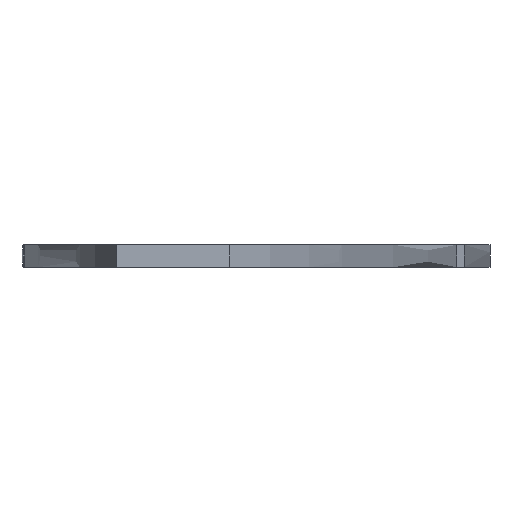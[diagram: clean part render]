
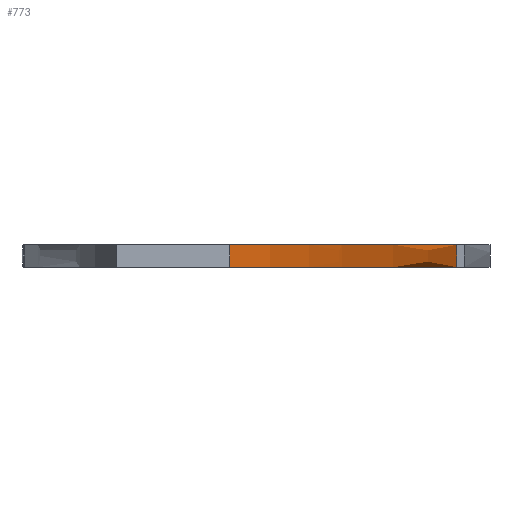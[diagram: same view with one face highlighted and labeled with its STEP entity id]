
A CAD part, left-side view. The second image highlights one B-rep face of the part: STEP entity #773.
In plain terms, the highlighted face is a extrusion surface.
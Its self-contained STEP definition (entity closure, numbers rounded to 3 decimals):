
#683=CARTESIAN_POINT('Vertex',(99.069,-48.783,3.)) ;
#686=CARTESIAN_POINT('Line Origine',(99.069,-48.783,1.5)) ;
#690=CARTESIAN_POINT('Vertex',(99.069,-48.783,0.)) ;
#706=CARTESIAN_POINT('Control Point',(7.472,-18.676,0.)) ;
#707=CARTESIAN_POINT('Control Point',(8.514,-19.616,0.)) ;
#708=CARTESIAN_POINT('Control Point',(9.6,-20.502,0.)) ;
#709=CARTESIAN_POINT('Control Point',(10.718,-21.345,0.)) ;
#710=CARTESIAN_POINT('Control Point',(15.678,-24.839,0.)) ;
#711=CARTESIAN_POINT('Control Point',(21.038,-27.729,0.)) ;
#712=CARTESIAN_POINT('Control Point',(25.149,-29.704,0.)) ;
#713=CARTESIAN_POINT('Control Point',(37.514,-35.001,0.)) ;
#714=CARTESIAN_POINT('Control Point',(50.363,-39.048,0.)) ;
#715=CARTESIAN_POINT('Control Point',(58.765,-41.316,0.)) ;
#716=CARTESIAN_POINT('Control Point',(71.904,-44.339,0.)) ;
#717=CARTESIAN_POINT('Control Point',(85.171,-46.717,0.)) ;
#718=CARTESIAN_POINT('Control Point',(89.796,-47.472,0.)) ;
#719=CARTESIAN_POINT('Control Point',(94.429,-48.159,0.)) ;
#720=CARTESIAN_POINT('Control Point',(99.069,-48.783,0.)) ;
#725=CARTESIAN_POINT('Control Point',(7.472,-18.676,3.)) ;
#726=CARTESIAN_POINT('Control Point',(8.514,-19.616,3.)) ;
#727=CARTESIAN_POINT('Control Point',(9.6,-20.502,3.)) ;
#728=CARTESIAN_POINT('Control Point',(10.718,-21.345,3.)) ;
#729=CARTESIAN_POINT('Control Point',(15.678,-24.839,3.)) ;
#730=CARTESIAN_POINT('Control Point',(21.038,-27.729,3.)) ;
#731=CARTESIAN_POINT('Control Point',(25.149,-29.704,3.)) ;
#732=CARTESIAN_POINT('Control Point',(37.514,-35.001,3.)) ;
#733=CARTESIAN_POINT('Control Point',(50.363,-39.048,3.)) ;
#734=CARTESIAN_POINT('Control Point',(58.765,-41.316,3.)) ;
#735=CARTESIAN_POINT('Control Point',(71.904,-44.339,3.)) ;
#736=CARTESIAN_POINT('Control Point',(85.171,-46.717,3.)) ;
#737=CARTESIAN_POINT('Control Point',(89.796,-47.472,3.)) ;
#738=CARTESIAN_POINT('Control Point',(94.429,-48.159,3.)) ;
#739=CARTESIAN_POINT('Control Point',(99.069,-48.783,3.)) ;
#740=CARTESIAN_POINT('Vertex',(7.472,-18.676,3.)) ;
#743=CARTESIAN_POINT('Line Origine',(7.472,-18.676,1.5)) ;
#747=CARTESIAN_POINT('Vertex',(7.472,-18.676,0.)) ;
#751=CARTESIAN_POINT('Control Point',(7.472,-18.676,0.)) ;
#752=CARTESIAN_POINT('Control Point',(8.514,-19.616,0.)) ;
#753=CARTESIAN_POINT('Control Point',(9.6,-20.502,0.)) ;
#754=CARTESIAN_POINT('Control Point',(10.718,-21.345,0.)) ;
#755=CARTESIAN_POINT('Control Point',(15.678,-24.839,0.)) ;
#756=CARTESIAN_POINT('Control Point',(21.038,-27.729,0.)) ;
#757=CARTESIAN_POINT('Control Point',(25.149,-29.704,0.)) ;
#758=CARTESIAN_POINT('Control Point',(37.514,-35.001,0.)) ;
#759=CARTESIAN_POINT('Control Point',(50.363,-39.048,0.)) ;
#760=CARTESIAN_POINT('Control Point',(58.765,-41.316,0.)) ;
#761=CARTESIAN_POINT('Control Point',(71.904,-44.339,0.)) ;
#762=CARTESIAN_POINT('Control Point',(85.171,-46.717,0.)) ;
#763=CARTESIAN_POINT('Control Point',(89.796,-47.472,0.)) ;
#764=CARTESIAN_POINT('Control Point',(94.429,-48.159,0.)) ;
#765=CARTESIAN_POINT('Control Point',(99.069,-48.783,0.)) ;
#688=VECTOR('Line Direction',#687,1.) ;
#722=VECTOR('Extrusion Surface Vector',#721,1.) ;
#745=VECTOR('Line Direction',#744,1.) ;
#687=DIRECTION('Vector Direction',(0.,0.,1.)) ;
#721=DIRECTION('Vector Direction',(0.,0.,1.)) ;
#744=DIRECTION('Vector Direction',(0.,0.,1.)) ;
#689=LINE('Line',#686,#688) ;
#746=LINE('Line',#743,#745) ;
#692=EDGE_CURVE('',#691,#684,#689,.T.) ;
#742=EDGE_CURVE('',#684,#741,#724,.F.) ;
#749=EDGE_CURVE('',#748,#741,#746,.T.) ;
#766=EDGE_CURVE('',#691,#748,#750,.F.) ;
#768=ORIENTED_EDGE('',*,*,#742,.T.) ;
#769=ORIENTED_EDGE('',*,*,#749,.F.) ;
#770=ORIENTED_EDGE('',*,*,#766,.F.) ;
#771=ORIENTED_EDGE('',*,*,#692,.T.) ;
#767=EDGE_LOOP('',(#768,#769,#770,#771)) ;
#684=VERTEX_POINT('',#683) ;
#691=VERTEX_POINT('',#690) ;
#741=VERTEX_POINT('',#740) ;
#748=VERTEX_POINT('',#747) ;
#773=ADVANCED_FACE('PartBody',(#772),#723,.T.) ;
#705=B_SPLINE_CURVE_WITH_KNOTS('',5,(#706,#707,#708,#709,#710,#711,#712,#713,#714,#715,#716,#717,#718,#719,#720),.UNSPECIFIED.,.F.,.U.,(6,3,3,3,6),(0.,7.038,30.279,74.157,97.56),.UNSPECIFIED.) ;
#724=B_SPLINE_CURVE_WITH_KNOTS('',5,(#725,#726,#727,#728,#729,#730,#731,#732,#733,#734,#735,#736,#737,#738,#739),.UNSPECIFIED.,.F.,.U.,(6,3,3,3,6),(500000.,500007.048,500030.324,500074.265,500097.703),.UNSPECIFIED.) ;
#750=B_SPLINE_CURVE_WITH_KNOTS('',5,(#751,#752,#753,#754,#755,#756,#757,#758,#759,#760,#761,#762,#763,#764,#765),.UNSPECIFIED.,.F.,.U.,(6,3,3,3,6),(500000.,500007.048,500030.324,500074.265,500097.703),.UNSPECIFIED.) ;
#772=FACE_OUTER_BOUND('',#767,.T.) ;
#723=SURFACE_OF_LINEAR_EXTRUSION('generated tabulated cylinder',#705,#722) ;
